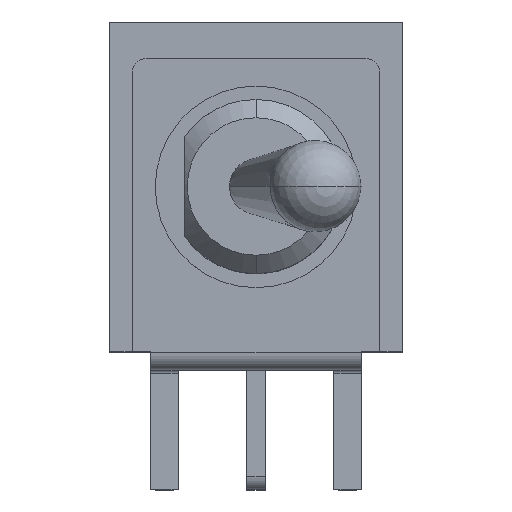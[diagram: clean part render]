
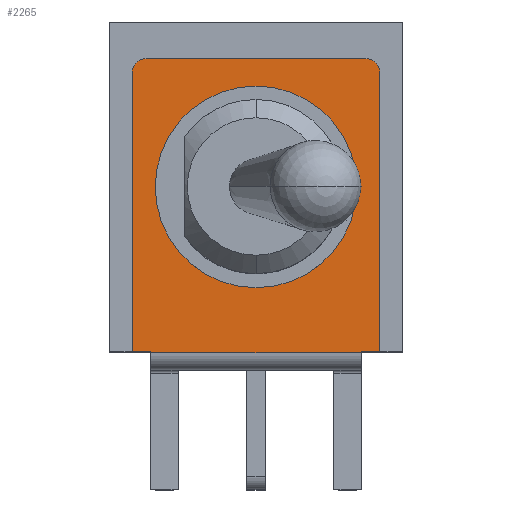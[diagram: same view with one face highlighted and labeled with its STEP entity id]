
A CAD part, top view. The second image highlights one B-rep face of the part: STEP entity #2265.
In plain terms, the highlighted planar face has unit normal (0, 0, 1).
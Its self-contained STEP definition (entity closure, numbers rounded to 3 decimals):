
#125=CARTESIAN_POINT('',(0.,0.,-13.564));
#126=DIRECTION('',(0.,0.,-1.));
#127=DIRECTION('',(1.,0.,0.));
#128=AXIS2_PLACEMENT_3D('',#125,#126,#127);
#130=CARTESIAN_POINT('',(0.,0.,-13.564));
#131=DIRECTION('',(0.,0.,-1.));
#132=DIRECTION('',(-1.,0.,0.));
#133=AXIS2_PLACEMENT_3D('',#130,#131,#132);
#135=DIRECTION('',(0.,1.,0.));
#136=VECTOR('',#135,7.747);
#137=CARTESIAN_POINT('',(-3.429,-4.572,-13.564));
#138=LINE('',#137,#136);
#139=CARTESIAN_POINT('',(-3.048,3.175,-13.564));
#140=DIRECTION('',(0.,0.,1.));
#141=DIRECTION('',(0.,1.,0.));
#142=AXIS2_PLACEMENT_3D('',#139,#140,#141);
#144=DIRECTION('',(1.,0.,0.));
#145=VECTOR('',#144,6.096);
#146=CARTESIAN_POINT('',(-3.048,3.556,-13.564));
#147=LINE('',#146,#145);
#148=CARTESIAN_POINT('',(3.048,3.175,-13.564));
#149=DIRECTION('',(0.,0.,1.));
#150=DIRECTION('',(1.,0.,0.));
#151=AXIS2_PLACEMENT_3D('',#148,#149,#150);
#153=DIRECTION('',(0.,1.,0.));
#154=VECTOR('',#153,7.747);
#155=CARTESIAN_POINT('',(3.429,-4.572,-13.564));
#156=LINE('',#155,#154);
#157=DIRECTION('',(1.,0.,0.));
#158=VECTOR('',#157,5.842);
#159=CARTESIAN_POINT('',(-2.921,-4.597,-13.564));
#160=LINE('',#159,#158);
#247=DIRECTION('',(0.,-1.,0.));
#248=VECTOR('',#247,0.025);
#249=CARTESIAN_POINT('',(2.921,-4.572,-13.564));
#250=LINE('',#249,#248);
#263=DIRECTION('',(-1.,0.,0.));
#264=VECTOR('',#263,0.508);
#265=CARTESIAN_POINT('',(-2.921,-4.572,-13.564));
#266=LINE('',#265,#264);
#275=DIRECTION('',(-1.,0.,0.));
#276=VECTOR('',#275,0.508);
#277=CARTESIAN_POINT('',(3.429,-4.572,-13.564));
#278=LINE('',#277,#276);
#1431=DIRECTION('',(0.,-1.,0.));
#1432=VECTOR('',#1431,0.025);
#1433=CARTESIAN_POINT('',(-2.921,-4.572,-13.564));
#1434=LINE('',#1433,#1432);
#1711=CARTESIAN_POINT('',(2.794,0.,-13.564));
#1712=CARTESIAN_POINT('',(-2.794,0.,-13.564));
#1713=VERTEX_POINT('',#1711);
#1714=VERTEX_POINT('',#1712);
#1739=CARTESIAN_POINT('',(-3.429,-4.572,-13.564));
#1740=VERTEX_POINT('',#1739);
#1741=CARTESIAN_POINT('',(3.429,-4.572,-13.564));
#1742=VERTEX_POINT('',#1741);
#1743=CARTESIAN_POINT('',(-3.429,3.175,-13.564));
#1744=VERTEX_POINT('',#1743);
#1745=CARTESIAN_POINT('',(-3.048,3.556,-13.564));
#1746=VERTEX_POINT('',#1745);
#1747=CARTESIAN_POINT('',(3.048,3.556,-13.564));
#1748=VERTEX_POINT('',#1747);
#1749=CARTESIAN_POINT('',(3.429,3.175,-13.564));
#1750=VERTEX_POINT('',#1749);
#1763=CARTESIAN_POINT('',(2.921,-4.597,-13.564));
#1765=VERTEX_POINT('',#1763);
#1783=CARTESIAN_POINT('',(2.921,-4.572,-13.564));
#1785=VERTEX_POINT('',#1783);
#1799=CARTESIAN_POINT('',(-2.921,-4.597,-13.564));
#1801=VERTEX_POINT('',#1799);
#1821=CARTESIAN_POINT('',(-2.921,-4.572,-13.564));
#1822=VERTEX_POINT('',#1821);
#2234=CARTESIAN_POINT('',(0.,0.,-13.564));
#2235=DIRECTION('',(0.,0.,1.));
#2236=DIRECTION('',(1.,0.,0.));
#2237=AXIS2_PLACEMENT_3D('',#2234,#2235,#2236);
#2238=PLANE('',#2237);
#2240=ORIENTED_EDGE('',*,*,#2239,.F.);
#2242=ORIENTED_EDGE('',*,*,#2241,.F.);
#2244=ORIENTED_EDGE('',*,*,#2243,.T.);
#2246=ORIENTED_EDGE('',*,*,#2245,.T.);
#2248=ORIENTED_EDGE('',*,*,#2247,.F.);
#2250=ORIENTED_EDGE('',*,*,#2249,.T.);
#2252=ORIENTED_EDGE('',*,*,#2251,.F.);
#2254=ORIENTED_EDGE('',*,*,#2253,.F.);
#2256=ORIENTED_EDGE('',*,*,#2255,.T.);
#2258=ORIENTED_EDGE('',*,*,#2257,.T.);
#2259=EDGE_LOOP('',(#2240,#2242,#2244,#2246,#2248,#2250,#2252,#2254,#2256,
#2258));
#2260=FACE_OUTER_BOUND('',#2259,.F.);
#2261=ORIENTED_EDGE('',*,*,#2214,.F.);
#2262=ORIENTED_EDGE('',*,*,#2228,.F.);
#2263=EDGE_LOOP('',(#2261,#2262));
#2264=FACE_BOUND('',#2263,.F.);
#129=CIRCLE('',#128,2.794);
#134=CIRCLE('',#133,2.794);
#143=CIRCLE('',#142,0.381);
#152=CIRCLE('',#151,0.381);
#2214=EDGE_CURVE('',#1713,#1714,#129,.T.);
#2228=EDGE_CURVE('',#1714,#1713,#134,.T.);
#2239=EDGE_CURVE('',#1801,#1765,#160,.T.);
#2241=EDGE_CURVE('',#1822,#1801,#1434,.T.);
#2243=EDGE_CURVE('',#1822,#1740,#266,.T.);
#2245=EDGE_CURVE('',#1740,#1744,#138,.T.);
#2247=EDGE_CURVE('',#1746,#1744,#143,.T.);
#2249=EDGE_CURVE('',#1746,#1748,#147,.T.);
#2251=EDGE_CURVE('',#1750,#1748,#152,.T.);
#2253=EDGE_CURVE('',#1742,#1750,#156,.T.);
#2255=EDGE_CURVE('',#1742,#1785,#278,.T.);
#2257=EDGE_CURVE('',#1785,#1765,#250,.T.);
#2265=ADVANCED_FACE('',(#2260,#2264),#2238,.T.);
